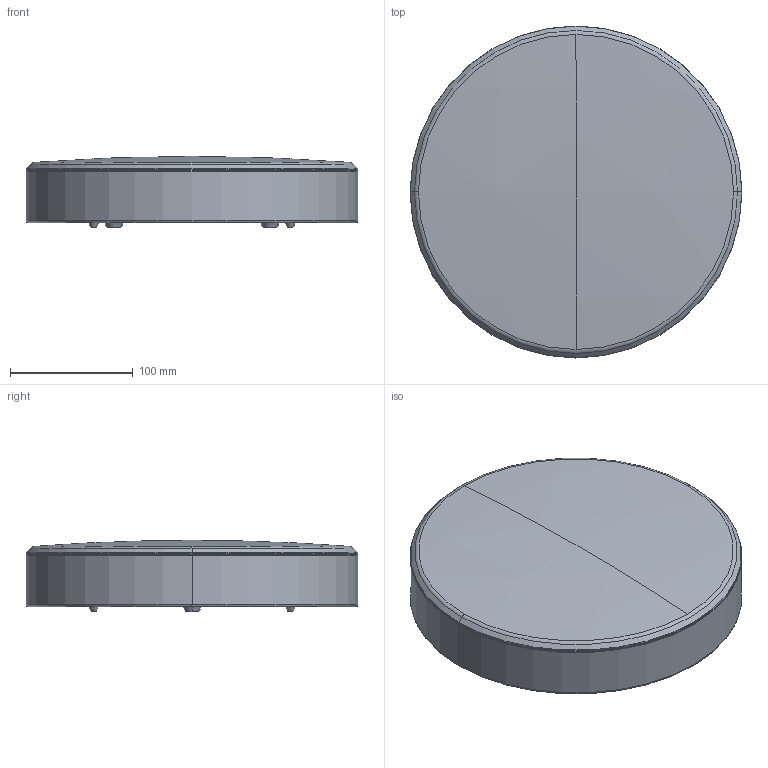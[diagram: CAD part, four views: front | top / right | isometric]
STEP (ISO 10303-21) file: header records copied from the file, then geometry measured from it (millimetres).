
FILE_DESCRIPTION (( 'STEP AP214' ), '1' );
FILE_NAME ('LLPO0-3025-2-9-K01 Ñâåòèëüíèê ËÏÎ3025 2õ9 230Âò G23 IP20 ÈÝÊ.STEP', '2017-07-04T12:37:02', ( '' ), ( '' ), 'SwSTEP 2.0', 'SolidWorks 2014', '' );
FILE_SCHEMA (( 'AUTOMOTIVE_DESIGN' ));
Length unit declared in the file: millimetre
Products named in the file (1): LLPO0-3025-2-9-K01 Ñâåòèëüíèê ËÏÎ3025 2õ9 230Âò G23 IP20 ÈÝÊ
Bounding box: 270 x 270 x 58 mm (x, y, z)
Volume: 2926415.7 mm3; surface area: 154857.1 mm2
Topology: 1 solids, 1 shells, 54 faces, 108 edges, 69 vertices
Faces by surface type: cone 16, cylinder 14, plane 14, torus 8, sphere 2
Entity records: 1472 total; most frequent: DIRECTION 296, CARTESIAN_POINT 232, ORIENTED_EDGE 216, AXIS2_PLACEMENT_3D 133, EDGE_CURVE 108, CIRCLE 78, VERTEX_POINT 69, EDGE_LOOP 67
